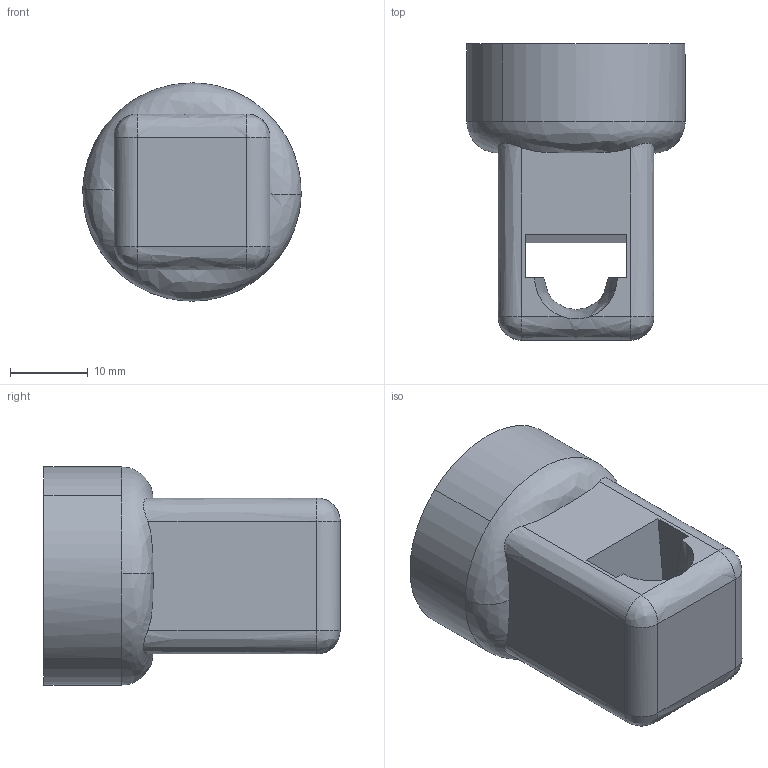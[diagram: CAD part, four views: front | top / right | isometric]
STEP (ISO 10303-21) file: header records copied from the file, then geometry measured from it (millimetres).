
FILE_DESCRIPTION((''),'2;1');
FILE_NAME('','2006-10-31T07:55:01',(''),(''),'','CADfix','');
FILE_SCHEMA(('AUTOMOTIVE_DESIGN'));
Length unit declared in the file: millimetre
Products named in the file (1): guide
Bounding box: 27.99 x 38 x 28 mm (x, y, z)
Volume: 11677.5 mm3; surface area: 5418.6 mm2
Topology: 1 solids, 1 shells, 40 faces, 117 edges, 80 vertices
Faces by surface type: bspline 40
Entity records: 1729 total; most frequent: CARTESIAN_POINT 1080, ORIENTED_EDGE 234, EDGE_CURVE 117, VERTEX_POINT 80, QUASI_UNIFORM_CURVE 43, EDGE_LOOP 43, FACE_OUTER_BOUND 40, ADVANCED_FACE 40
